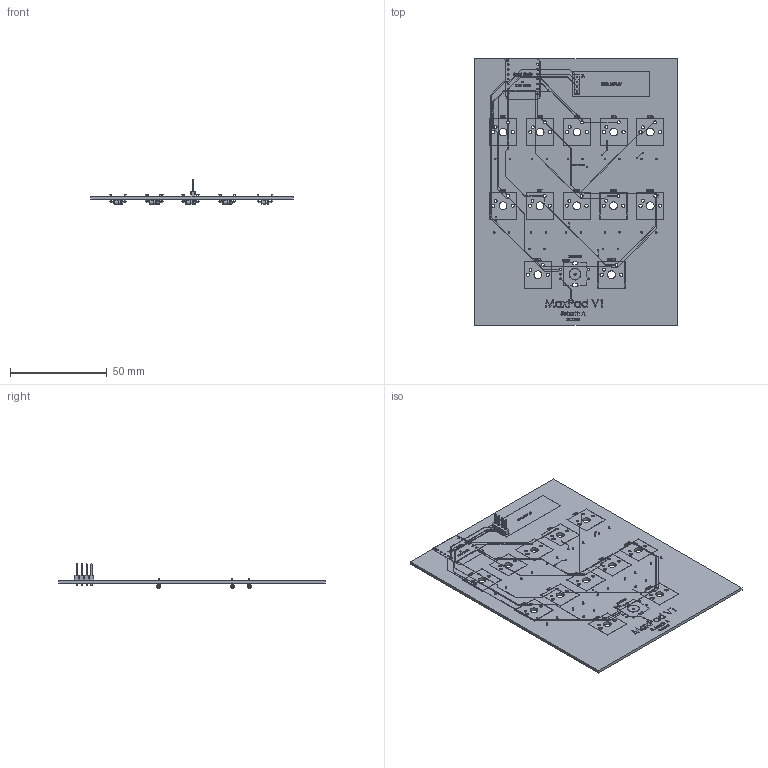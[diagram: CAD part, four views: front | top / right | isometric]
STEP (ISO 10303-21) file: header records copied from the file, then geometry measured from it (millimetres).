
FILE_DESCRIPTION(('KiCad electronic assembly'),'2;1');
FILE_NAME('MaxPad.step','2025-12-27T05:53:17',('Pcbnew'),('Kicad'), 'Open CASCADE STEP processor 7.9','KiCad to STEP converter','Unknown' );
FILE_SCHEMA(('AUTOMOTIVE_DESIGN { 1 0 10303 214 1 1 1 1 }'));
Length unit declared in the file: millimetre
Products named in the file (8): MaxPad 1; PinHeader_1x04_P2.54mm_Vertical; D_DO-35_SOD27_P7.62mm_Horizontal; MaxPad_copper; MaxPad_via; MaxPad_silkscreen; MaxPad_PCB
Assembly tree (18 placements, depth 2):
  MaxPad 1
    PinHeader_1x04_P2.54mm_Vertical
    D_DO-35_SOD27_P7.62mm_Horizontal  x12
    MaxPad_copper
    MaxPad_via
    MaxPad_silkscreen
    MaxPad_silkscreen
    MaxPad_PCB
Bounding box: 105 x 138 x 12.73 mm (x, y, z)
Volume: 21729.5 mm3; surface area: 32069.4 mm2
Topology: 95 solids, 283 shells, 1617 faces, 7188 edges, 5981 vertices
Faces by surface type: plane 1253, cylinder 316, torus 48
Full cylindrical faces by diameter (mm): 0.25 x14, 0.275 x28, 0.3 x14, 0.5 x36, 0.8 x24, 0.889 x14, 1 x9, 1.5 x24, 1.7 x24, 2 x24, 2.02 x12, 4 x12
Entity records: 73908 total; most frequent: CARTESIAN_POINT 14211, DIRECTION 11212, ORIENTED_EDGE 10177, EDGE_CURVE 6924, VERTEX_POINT 5827, LINE 5556, VECTOR 5556, AXIS2_PLACEMENT_3D 2828
